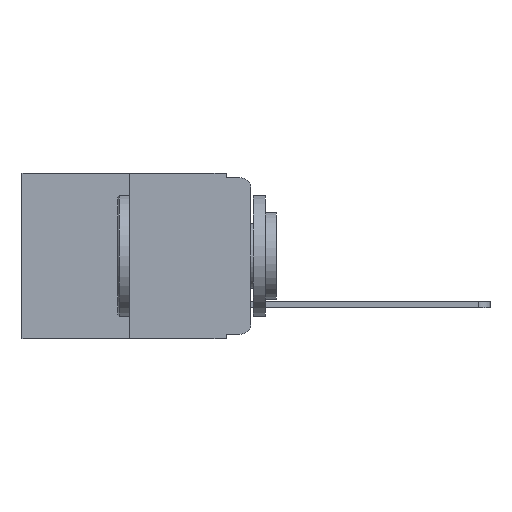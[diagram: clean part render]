
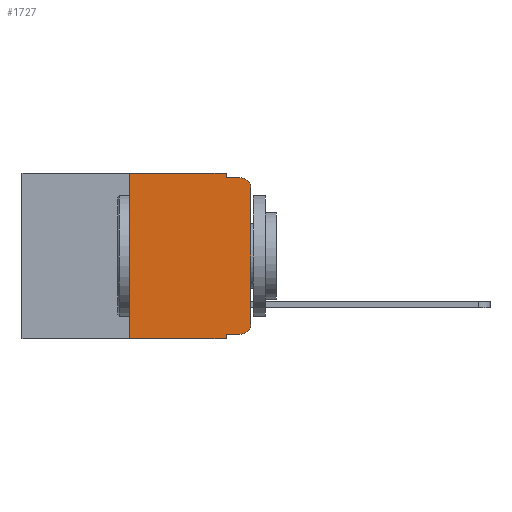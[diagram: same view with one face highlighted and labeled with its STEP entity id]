
A CAD part, left-side view. The second image highlights one B-rep face of the part: STEP entity #1727.
In plain terms, the highlighted planar face has unit normal (-1, 0, 0).
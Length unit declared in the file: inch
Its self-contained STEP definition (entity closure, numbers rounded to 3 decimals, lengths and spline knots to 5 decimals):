
#125 = EDGE_CURVE ( 'NONE', #10404, #1802, #6027, .T. ) ;
#1572 = AXIS2_PLACEMENT_3D ( 'NONE', #24807, #25189, #24716 ) ;
#1727 = ADVANCED_FACE ( 'NONE', ( #1872 ), #9554, .F. ) ;
#1777 = VERTEX_POINT ( 'NONE', #11795 ) ;
#1802 = VERTEX_POINT ( 'NONE', #14881 ) ;
#1807 = ORIENTED_EDGE ( 'NONE', *, *, #8702, .F. ) ;
#1872 = FACE_OUTER_BOUND ( 'NONE', #23377, .T. ) ;
#1929 = CARTESIAN_POINT ( 'NONE',  ( 0., 0.051, 0. ) ) ;
#2702 = DIRECTION ( 'NONE',  ( 0., -1., 0. ) ) ;
#2972 = ORIENTED_EDGE ( 'NONE', *, *, #5910, .T. ) ;
#3628 = VERTEX_POINT ( 'NONE', #18373 ) ;
#4350 = CARTESIAN_POINT ( 'NONE',  ( 0., 0.25, 0. ) ) ;
#4660 = AXIS2_PLACEMENT_3D ( 'NONE', #18991, #18998, #9379 ) ;
#5385 = VECTOR ( 'NONE', #2702, 39.37008 ) ;
#5426 = EDGE_CURVE ( 'NONE', #6921, #3628, #25235, .T. ) ;
#5590 = ORIENTED_EDGE ( 'NONE', *, *, #7773, .F. ) ;
#5831 = ORIENTED_EDGE ( 'NONE', *, *, #24321, .F. ) ;
#5910 = EDGE_CURVE ( 'NONE', #1802, #23165, #6475, .T. ) ;
#5928 = VECTOR ( 'NONE', #24338, 39.37008 ) ;
#6027 = LINE ( 'NONE', #8039, #21287 ) ;
#6419 = ORIENTED_EDGE ( 'NONE', *, *, #11650, .T. ) ;
#6475 = CIRCLE ( 'NONE', #4660, 0.02 ) ;
#6715 = VERTEX_POINT ( 'NONE', #21183 ) ;
#6921 = VERTEX_POINT ( 'NONE', #14358 ) ;
#6988 = EDGE_CURVE ( 'NONE', #1777, #10404, #9335, .T. ) ;
#7469 = LINE ( 'NONE', #22605, #21450 ) ;
#7672 = ORIENTED_EDGE ( 'NONE', *, *, #5426, .T. ) ;
#7773 = EDGE_CURVE ( 'NONE', #20496, #20144, #14412, .T. ) ;
#8039 = CARTESIAN_POINT ( 'NONE',  ( 0., 0., 0. ) ) ;
#8235 = CARTESIAN_POINT ( 'NONE',  ( 0., 0.473, 0. ) ) ;
#8702 = EDGE_CURVE ( 'NONE', #6715, #23165, #24293, .T. ) ;
#8999 = VECTOR ( 'NONE', #16320, 39.37008 ) ;
#9335 = CIRCLE ( 'NONE', #1572, 0.02 ) ;
#9379 = DIRECTION ( 'NONE',  ( 0., 0., -1. ) ) ;
#9554 = PLANE ( 'NONE',  #17446 ) ;
#9903 = DIRECTION ( 'NONE',  ( 0., -1., 0. ) ) ;
#10158 = ORIENTED_EDGE ( 'NONE', *, *, #6988, .T. ) ;
#10404 = VERTEX_POINT ( 'NONE', #24503 ) ;
#10563 = ORIENTED_EDGE ( 'NONE', *, *, #25747, .F. ) ;
#10569 = DIRECTION ( 'NONE',  ( 0., 0., 1. ) ) ;
#10805 = LINE ( 'NONE', #20577, #5928 ) ;
#10946 = DIRECTION ( 'NONE',  ( 0., -1., 0. ) ) ;
#11650 = EDGE_CURVE ( 'NONE', #13347, #1777, #7469, .T. ) ;
#11795 = CARTESIAN_POINT ( 'NONE',  ( 0., 0.02, -0.333 ) ) ;
#11945 = VECTOR ( 'NONE', #13872, 39.37008 ) ;
#13336 = CARTESIAN_POINT ( 'NONE',  ( 0., 0.25, 0. ) ) ;
#13347 = VERTEX_POINT ( 'NONE', #25339 ) ;
#13654 = DIRECTION ( 'NONE',  ( 0., 0., -1. ) ) ;
#13872 = DIRECTION ( 'NONE',  ( 0., 0., -1. ) ) ;
#14273 = ORIENTED_EDGE ( 'NONE', *, *, #21917, .F. ) ;
#14358 = CARTESIAN_POINT ( 'NONE',  ( 0., 0.25, -0.343 ) ) ;
#14412 = LINE ( 'NONE', #8235, #8999 ) ;
#14881 = CARTESIAN_POINT ( 'NONE',  ( 0., 0., -0.03 ) ) ;
#15093 = CARTESIAN_POINT ( 'NONE',  ( 0., 0.051, -0.01 ) ) ;
#16320 = DIRECTION ( 'NONE',  ( 0., -1., 0. ) ) ;
#17170 = LINE ( 'NONE', #17657, #11945 ) ;
#17387 = VECTOR ( 'NONE', #10569, 39.37008 ) ;
#17446 = AXIS2_PLACEMENT_3D ( 'NONE', #23257, #25182, #13654 ) ;
#17657 = CARTESIAN_POINT ( 'NONE',  ( 0., 0.051, 0. ) ) ;
#18373 = CARTESIAN_POINT ( 'NONE',  ( 0., 0.051, -0.343 ) ) ;
#18991 = CARTESIAN_POINT ( 'NONE',  ( 0., 0.02, -0.03 ) ) ;
#18998 = DIRECTION ( 'NONE',  ( -1., 0., 0. ) ) ;
#19105 = ORIENTED_EDGE ( 'NONE', *, *, #125, .T. ) ;
#19507 = CARTESIAN_POINT ( 'NONE',  ( 0., 0.02, -0.01 ) ) ;
#19549 = VECTOR ( 'NONE', #9903, 39.37008 ) ;
#20144 = VERTEX_POINT ( 'NONE', #1929 ) ;
#20293 = CARTESIAN_POINT ( 'NONE',  ( 0., 0.473, -0.343 ) ) ;
#20496 = VERTEX_POINT ( 'NONE', #13336 ) ;
#20577 = CARTESIAN_POINT ( 'NONE',  ( 0., 0.051, 0. ) ) ;
#21183 = CARTESIAN_POINT ( 'NONE',  ( 0., 0.051, -0.01 ) ) ;
#21287 = VECTOR ( 'NONE', #25694, 39.37008 ) ;
#21450 = VECTOR ( 'NONE', #10946, 39.37008 ) ;
#21917 = EDGE_CURVE ( 'NONE', #20144, #6715, #10805, .T. ) ;
#21922 = LINE ( 'NONE', #4350, #17387 ) ;
#22605 = CARTESIAN_POINT ( 'NONE',  ( 0., 0.051, -0.333 ) ) ;
#23165 = VERTEX_POINT ( 'NONE', #19507 ) ;
#23257 = CARTESIAN_POINT ( 'NONE',  ( 0., 0.473, 0. ) ) ;
#23377 = EDGE_LOOP ( 'NONE', ( #19105, #2972, #1807, #14273, #5590, #10563, #7672, #5831, #6419, #10158 ) ) ;
#24293 = LINE ( 'NONE', #15093, #5385 ) ;
#24321 = EDGE_CURVE ( 'NONE', #13347, #3628, #17170, .T. ) ;
#24338 = DIRECTION ( 'NONE',  ( 0., 0., -1. ) ) ;
#24503 = CARTESIAN_POINT ( 'NONE',  ( 0., 0., -0.313 ) ) ;
#24716 = DIRECTION ( 'NONE',  ( 0., 0., -1. ) ) ;
#24807 = CARTESIAN_POINT ( 'NONE',  ( 0., 0.02, -0.313 ) ) ;
#25182 = DIRECTION ( 'NONE',  ( 1., 0., 0. ) ) ;
#25189 = DIRECTION ( 'NONE',  ( -1., 0., 0. ) ) ;
#25235 = LINE ( 'NONE', #20293, #19549 ) ;
#25339 = CARTESIAN_POINT ( 'NONE',  ( 0., 0.051, -0.333 ) ) ;
#25694 = DIRECTION ( 'NONE',  ( 0., 0., 1. ) ) ;
#25747 = EDGE_CURVE ( 'NONE', #6921, #20496, #21922, .T. ) ;
